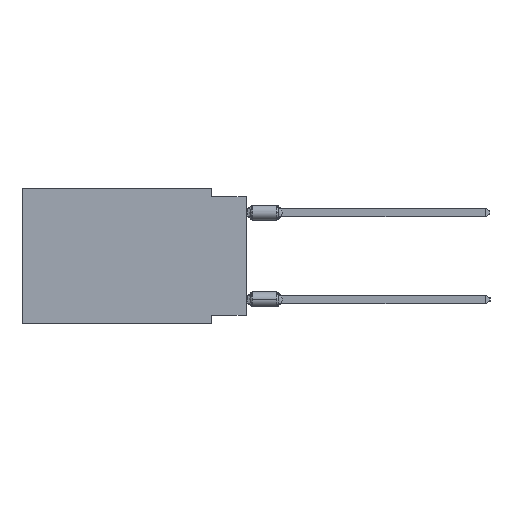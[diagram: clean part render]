
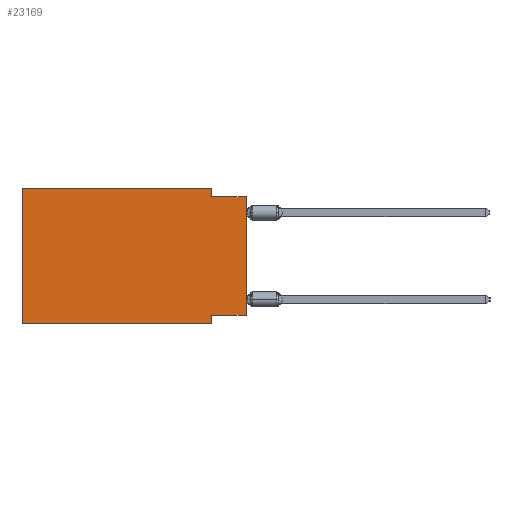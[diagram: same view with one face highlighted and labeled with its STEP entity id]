
A CAD part, left-side view. The second image highlights one B-rep face of the part: STEP entity #23169.
In plain terms, the highlighted planar face has unit normal (-1, 0, 0).
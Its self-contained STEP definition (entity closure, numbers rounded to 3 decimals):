
#441 = DIRECTION ( 'NONE',  ( 0., 0., 1. ) ) ;
#1088 = LINE ( 'NONE', #17822, #10577 ) ;
#1614 = EDGE_LOOP ( 'NONE', ( #29200, #23271, #29671, #8590, #35243, #8545, #27118, #11653 ) ) ;
#3423 = CARTESIAN_POINT ( 'NONE',  ( 0., 0., 0. ) ) ;
#7593 = LINE ( 'NONE', #33093, #14658 ) ;
#8545 = ORIENTED_EDGE ( 'NONE', *, *, #13950, .T. ) ;
#8578 = DIRECTION ( 'NONE',  ( 0., 0., -1. ) ) ;
#8590 = ORIENTED_EDGE ( 'NONE', *, *, #29133, .F. ) ;
#8776 = LINE ( 'NONE', #17312, #17203 ) ;
#10057 = LINE ( 'NONE', #18242, #14019 ) ;
#10288 = VERTEX_POINT ( 'NONE', #36438 ) ;
#10577 = VECTOR ( 'NONE', #26204, 1000. ) ;
#11653 = ORIENTED_EDGE ( 'NONE', *, *, #31642, .F. ) ;
#13495 = CARTESIAN_POINT ( 'NONE',  ( 0., 0., -0.635 ) ) ;
#13861 = VERTEX_POINT ( 'NONE', #15451 ) ;
#13923 = AXIS2_PLACEMENT_3D ( 'NONE', #13975, #19932, #8578 ) ;
#13950 = EDGE_CURVE ( 'NONE', #17380, #14040, #10057, .T. ) ;
#13975 = CARTESIAN_POINT ( 'NONE',  ( 0., 16.383, 0. ) ) ;
#14019 = VECTOR ( 'NONE', #29605, 1000. ) ;
#14040 = VERTEX_POINT ( 'NONE', #32949 ) ;
#14085 = VERTEX_POINT ( 'NONE', #27357 ) ;
#14658 = VECTOR ( 'NONE', #21739, 1000. ) ;
#14787 = VERTEX_POINT ( 'NONE', #22551 ) ;
#15078 = VECTOR ( 'NONE', #33520, 1000. ) ;
#15195 = VECTOR ( 'NONE', #441, 1000. ) ;
#15451 = CARTESIAN_POINT ( 'NONE',  ( 0., 2.54, -0.635 ) ) ;
#16648 = CARTESIAN_POINT ( 'NONE',  ( 0., 16.383, 0. ) ) ;
#17133 = FACE_OUTER_BOUND ( 'NONE', #1614, .T. ) ;
#17203 = VECTOR ( 'NONE', #31472, 1000. ) ;
#17312 = CARTESIAN_POINT ( 'NONE',  ( 0., 16.383, 0. ) ) ;
#17347 = VERTEX_POINT ( 'NONE', #20524 ) ;
#17380 = VERTEX_POINT ( 'NONE', #18657 ) ;
#17822 = CARTESIAN_POINT ( 'NONE',  ( 0., 0., -9.271 ) ) ;
#18242 = CARTESIAN_POINT ( 'NONE',  ( 0., 16.383, -9.906 ) ) ;
#18657 = CARTESIAN_POINT ( 'NONE',  ( 0., 16.383, -9.906 ) ) ;
#19932 = DIRECTION ( 'NONE',  ( 1., 0., 0. ) ) ;
#20524 = CARTESIAN_POINT ( 'NONE',  ( 0., 2.54, 0. ) ) ;
#21739 = DIRECTION ( 'NONE',  ( 0., -1., 0. ) ) ;
#22166 = CARTESIAN_POINT ( 'NONE',  ( 0., 2.54, -9.906 ) ) ;
#22551 = CARTESIAN_POINT ( 'NONE',  ( 0., 0., -9.271 ) ) ;
#23169 = ADVANCED_FACE ( 'NONE', ( #17133 ), #31285, .F. ) ;
#23271 = ORIENTED_EDGE ( 'NONE', *, *, #32226, .F. ) ;
#23282 = EDGE_CURVE ( 'NONE', #10288, #14040, #36499, .T. ) ;
#24301 = DIRECTION ( 'NONE',  ( 0., -1., 0. ) ) ;
#25415 = CARTESIAN_POINT ( 'NONE',  ( 0., 2.54, 0. ) ) ;
#25933 = LINE ( 'NONE', #3423, #15195 ) ;
#26204 = DIRECTION ( 'NONE',  ( 0., 1., 0. ) ) ;
#27118 = ORIENTED_EDGE ( 'NONE', *, *, #23282, .F. ) ;
#27357 = CARTESIAN_POINT ( 'NONE',  ( 0., 0., -0.635 ) ) ;
#27643 = LINE ( 'NONE', #13495, #32598 ) ;
#29133 = EDGE_CURVE ( 'NONE', #32317, #17347, #7593, .T. ) ;
#29200 = ORIENTED_EDGE ( 'NONE', *, *, #35760, .T. ) ;
#29605 = DIRECTION ( 'NONE',  ( 0., -1., 0. ) ) ;
#29671 = ORIENTED_EDGE ( 'NONE', *, *, #30828, .F. ) ;
#30189 = VECTOR ( 'NONE', #30822, 1000. ) ;
#30822 = DIRECTION ( 'NONE',  ( 0., 0., -1. ) ) ;
#30828 = EDGE_CURVE ( 'NONE', #17347, #13861, #34344, .T. ) ;
#31285 = PLANE ( 'NONE',  #13923 ) ;
#31472 = DIRECTION ( 'NONE',  ( 0., 0., 1. ) ) ;
#31642 = EDGE_CURVE ( 'NONE', #14787, #10288, #1088, .T. ) ;
#32226 = EDGE_CURVE ( 'NONE', #13861, #14085, #27643, .T. ) ;
#32317 = VERTEX_POINT ( 'NONE', #16648 ) ;
#32598 = VECTOR ( 'NONE', #24301, 1000. ) ;
#32949 = CARTESIAN_POINT ( 'NONE',  ( 0., 2.54, -9.906 ) ) ;
#33046 = EDGE_CURVE ( 'NONE', #17380, #32317, #8776, .T. ) ;
#33093 = CARTESIAN_POINT ( 'NONE',  ( 0., 16.383, 0. ) ) ;
#33520 = DIRECTION ( 'NONE',  ( 0., 0., -1. ) ) ;
#34344 = LINE ( 'NONE', #25415, #30189 ) ;
#35243 = ORIENTED_EDGE ( 'NONE', *, *, #33046, .F. ) ;
#35760 = EDGE_CURVE ( 'NONE', #14787, #14085, #25933, .T. ) ;
#36438 = CARTESIAN_POINT ( 'NONE',  ( 0., 2.54, -9.271 ) ) ;
#36499 = LINE ( 'NONE', #22166, #15078 ) ;
